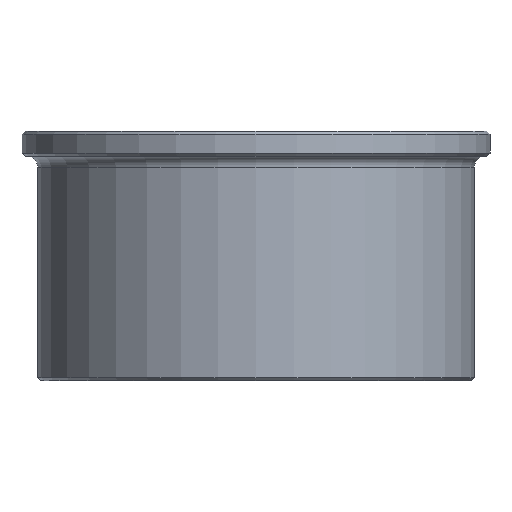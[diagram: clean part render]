
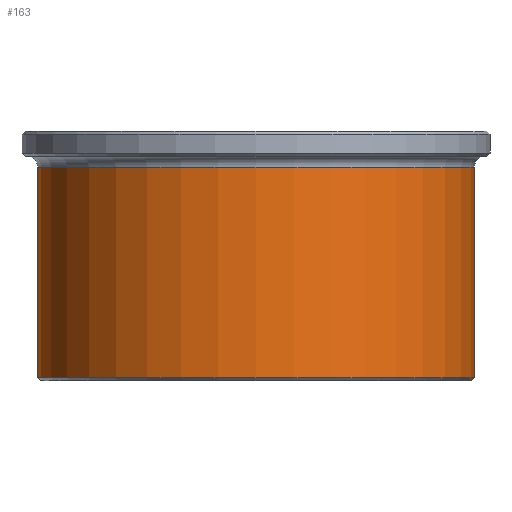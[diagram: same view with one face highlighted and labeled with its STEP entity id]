
A CAD part, front view. The second image highlights one B-rep face of the part: STEP entity #163.
In plain terms, the highlighted cylindrical face has radius 70 mm (diameter 140 mm), a full revolution.
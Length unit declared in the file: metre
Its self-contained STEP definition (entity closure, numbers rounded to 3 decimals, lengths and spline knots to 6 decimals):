
#163=ADVANCED_FACE('',(#199,#200),#201,.T.);
#199=FACE_OUTER_BOUND('',#3295,.T.);
#200=FACE_OUTER_BOUND('',#3296,.T.);
#201=CYLINDRICAL_SURFACE('',#3297,0.07);
#3295=EDGE_LOOP('',(#6422));
#3296=EDGE_LOOP('',(#6423));
#3297=AXIS2_PLACEMENT_3D('',#6424,#6425,#6426);
#6422=ORIENTED_EDGE('',*,*,#6475,.T.);
#6423=ORIENTED_EDGE('',*,*,#6476,.F.);
#6424=CARTESIAN_POINT('',(0.0,0.0,0.));
#6425=DIRECTION('',(0.0,0.,-1.0));
#6426=DIRECTION('',(0.0,1.0,0.));
#6475=EDGE_CURVE('',#6514,#6514,#6515,.T.);
#6476=EDGE_CURVE('',#6516,#6516,#6517,.T.);
#6514=VERTEX_POINT('',#6786);
#6515=CIRCLE('',#6787,0.07);
#6516=VERTEX_POINT('',#6788);
#6517=CIRCLE('',#6789,0.07);
#6786=CARTESIAN_POINT('',(0.0,0.07,0.0685));
#6787=AXIS2_PLACEMENT_3D('',#6833,#6834,#6835);
#6788=CARTESIAN_POINT('',(0.0,0.07,0.001));
#6789=AXIS2_PLACEMENT_3D('',#6836,#6837,#6838);
#6833=CARTESIAN_POINT('',(0.0,0.0,0.0685));
#6834=DIRECTION('',(0.0,0.,-1.0));
#6835=DIRECTION('',(0.0,1.0,0.));
#6836=CARTESIAN_POINT('',(0.0,0.0,0.001));
#6837=DIRECTION('',(0.0,0.,-1.0));
#6838=DIRECTION('',(0.0,1.0,0.));
